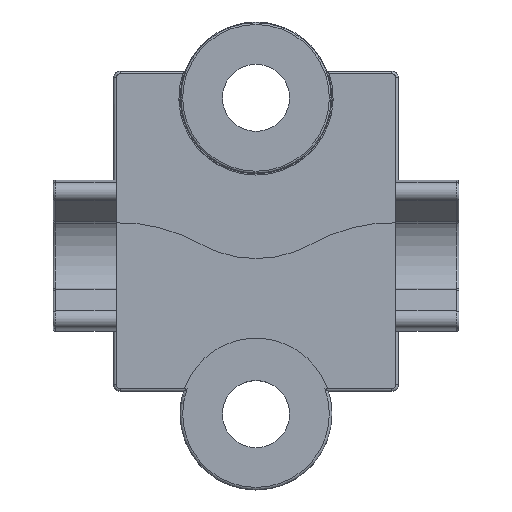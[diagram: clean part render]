
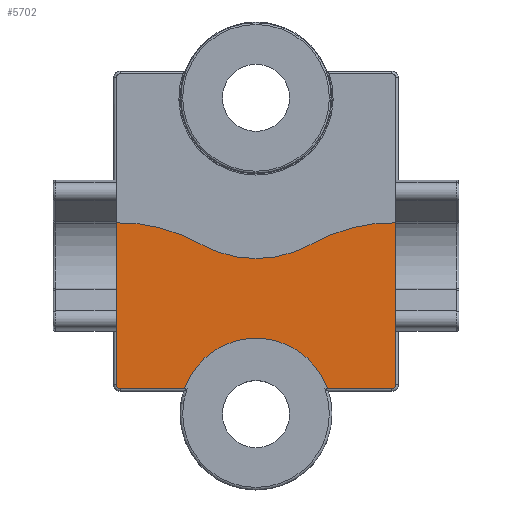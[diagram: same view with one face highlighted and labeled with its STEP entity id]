
A CAD part, top view. The second image highlights one B-rep face of the part: STEP entity #5702.
In plain terms, the highlighted planar face has unit normal (0, 0, 1).
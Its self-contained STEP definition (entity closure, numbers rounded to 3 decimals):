
#792=DIRECTION('',(-1.,0.,0.));
#793=VECTOR('',#792,5.093);
#794=CARTESIAN_POINT('',(-5.657,-23.,3.1));
#795=LINE('',#794,#793);
#1907=DIRECTION('',(0.,-1.,0.));
#1908=VECTOR('',#1907,7.619);
#1909=CARTESIAN_POINT('',(-11.05,-9.881,3.1));
#1910=LINE('',#1909,#1908);
#1914=CARTESIAN_POINT('',(-10.75,-22.7,3.1));
#1915=DIRECTION('',(0.,0.,1.));
#1916=DIRECTION('',(0.493,0.87,0.));
#1917=AXIS2_PLACEMENT_3D('',#1914,#1915,#1916);
#1922=CARTESIAN_POINT('',(0.,-3.709,3.1));
#1923=DIRECTION('',(0.,0.,-1.));
#1924=DIRECTION('',(0.,-1.,0.));
#1925=AXIS2_PLACEMENT_3D('',#1922,#1923,#1924);
#1930=CARTESIAN_POINT('',(0.,-3.709,3.1));
#1931=DIRECTION('',(0.,0.,-1.));
#1932=DIRECTION('',(0.493,-0.87,0.));
#1933=AXIS2_PLACEMENT_3D('',#1930,#1931,#1932);
#1938=CARTESIAN_POINT('',(10.75,-22.7,3.1));
#1939=DIRECTION('',(0.,0.,1.));
#1940=DIRECTION('',(0.023,1.,0.));
#1941=AXIS2_PLACEMENT_3D('',#1938,#1939,#1940);
#1946=DIRECTION('',(0.,1.,0.));
#1947=VECTOR('',#1946,7.619);
#1948=CARTESIAN_POINT('',(11.05,-17.5,3.1));
#1949=LINE('',#1948,#1947);
#1953=CARTESIAN_POINT('',(10.75,-22.7,3.1));
#1954=DIRECTION('',(0.,0.,1.));
#1955=DIRECTION('',(0.,-1.,0.));
#1956=AXIS2_PLACEMENT_3D('',#1953,#1954,#1955);
#1961=CARTESIAN_POINT('',(0.,-25.,3.1));
#1962=DIRECTION('',(0.,0.,-1.));
#1963=DIRECTION('',(-0.943,0.333,0.));
#1964=AXIS2_PLACEMENT_3D('',#1961,#1962,#1963);
#1969=CARTESIAN_POINT('',(-10.75,-22.7,3.1));
#1970=DIRECTION('',(0.,0.,1.));
#1971=DIRECTION('',(-1.,0.,0.));
#1972=AXIS2_PLACEMENT_3D('',#1969,#1970,#1971);
#3348=DIRECTION('',(0.,-1.,0.));
#3349=VECTOR('',#3348,5.2);
#3350=CARTESIAN_POINT('',(11.05,-17.5,3.1));
#3351=LINE('',#3350,#3349);
#3369=DIRECTION('',(-1.,0.,0.));
#3370=VECTOR('',#3369,5.093);
#3371=CARTESIAN_POINT('',(10.75,-23.,3.1));
#3372=LINE('',#3371,#3370);
#3397=DIRECTION('',(0.,1.,0.));
#3398=VECTOR('',#3397,5.2);
#3399=CARTESIAN_POINT('',(-11.05,-22.7,3.1));
#3400=LINE('',#3399,#3398);
#4187=CARTESIAN_POINT('',(-11.05,-17.5,3.1));
#4189=VERTEX_POINT('',#4187);
#4193=CARTESIAN_POINT('',(-11.05,-22.7,3.1));
#4194=VERTEX_POINT('',#4193);
#4199=CARTESIAN_POINT('',(-11.05,-9.881,3.1));
#4200=VERTEX_POINT('',#4199);
#4201=CARTESIAN_POINT('',(-4.433,-11.541,3.1));
#4202=VERTEX_POINT('',#4201);
#4207=CARTESIAN_POINT('',(4.433,-11.541,3.1));
#4208=CARTESIAN_POINT('',(0.,-12.709,3.1));
#4209=VERTEX_POINT('',#4207);
#4210=VERTEX_POINT('',#4208);
#4213=CARTESIAN_POINT('',(11.05,-9.881,3.1));
#4214=VERTEX_POINT('',#4213);
#4215=CARTESIAN_POINT('',(11.05,-17.5,3.1));
#4217=VERTEX_POINT('',#4215);
#4219=CARTESIAN_POINT('',(11.05,-22.7,3.1));
#4220=VERTEX_POINT('',#4219);
#4225=CARTESIAN_POINT('',(10.75,-23.,3.1));
#4226=VERTEX_POINT('',#4225);
#4229=CARTESIAN_POINT('',(5.657,-23.,3.1));
#4230=VERTEX_POINT('',#4229);
#4233=CARTESIAN_POINT('',(-5.657,-23.,3.1));
#4234=VERTEX_POINT('',#4233);
#4237=CARTESIAN_POINT('',(-10.75,-23.,3.1));
#4238=VERTEX_POINT('',#4237);
#5676=CARTESIAN_POINT('',(0.,-16.754,3.1));
#5677=DIRECTION('',(0.,0.,1.));
#5678=DIRECTION('',(1.,0.,0.));
#5679=AXIS2_PLACEMENT_3D('',#5676,#5677,#5678);
#5680=PLANE('',#5679);
#5682=ORIENTED_EDGE('',*,*,#5681,.F.);
#5683=ORIENTED_EDGE('',*,*,#5653,.F.);
#5684=ORIENTED_EDGE('',*,*,#5669,.F.);
#5685=ORIENTED_EDGE('',*,*,#5667,.F.);
#5686=ORIENTED_EDGE('',*,*,#5606,.F.);
#5687=ORIENTED_EDGE('',*,*,#5593,.F.);
#5689=ORIENTED_EDGE('',*,*,#5688,.T.);
#5691=ORIENTED_EDGE('',*,*,#5690,.F.);
#5693=ORIENTED_EDGE('',*,*,#5692,.T.);
#5694=ORIENTED_EDGE('',*,*,#4863,.F.);
#5695=ORIENTED_EDGE('',*,*,#4879,.T.);
#5697=ORIENTED_EDGE('',*,*,#5696,.F.);
#5699=ORIENTED_EDGE('',*,*,#5698,.T.);
#5700=EDGE_LOOP('',(#5682,#5683,#5684,#5685,#5686,#5687,#5689,#5691,#5693,#5694,
#5695,#5697,#5699));
#5701=FACE_OUTER_BOUND('',#5700,.F.);
#5702=ADVANCED_FACE('',(#5701),#5680,.T.);
#1918=CIRCLE('',#1917,12.823);
#1926=CIRCLE('',#1925,9.);
#1934=CIRCLE('',#1933,9.);
#1942=CIRCLE('',#1941,12.823);
#1957=CIRCLE('',#1956,0.3);
#1965=CIRCLE('',#1964,6.);
#1973=CIRCLE('',#1972,0.3);
#4863=EDGE_CURVE('',#4234,#4230,#1965,.T.);
#4879=EDGE_CURVE('',#4234,#4238,#795,.T.);
#5593=EDGE_CURVE('',#4217,#4214,#1949,.T.);
#5606=EDGE_CURVE('',#4214,#4209,#1942,.T.);
#5653=EDGE_CURVE('',#4202,#4200,#1918,.T.);
#5667=EDGE_CURVE('',#4209,#4210,#1934,.T.);
#5669=EDGE_CURVE('',#4210,#4202,#1926,.T.);
#5681=EDGE_CURVE('',#4200,#4189,#1910,.T.);
#5688=EDGE_CURVE('',#4217,#4220,#3351,.T.);
#5690=EDGE_CURVE('',#4226,#4220,#1957,.T.);
#5692=EDGE_CURVE('',#4226,#4230,#3372,.T.);
#5696=EDGE_CURVE('',#4194,#4238,#1973,.T.);
#5698=EDGE_CURVE('',#4194,#4189,#3400,.T.);
